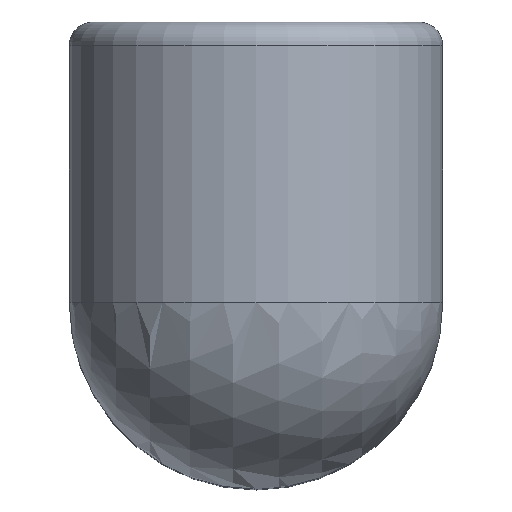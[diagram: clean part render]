
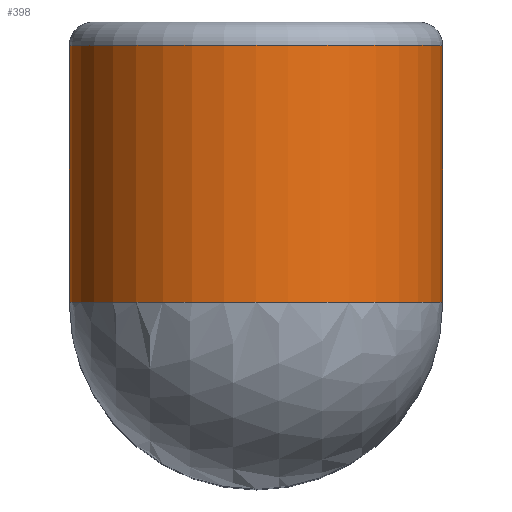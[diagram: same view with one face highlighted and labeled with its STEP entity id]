
A CAD part, top view. The second image highlights one B-rep face of the part: STEP entity #398.
In plain terms, the highlighted cylindrical face has radius 8 mm (diameter 16 mm), a partial arc.
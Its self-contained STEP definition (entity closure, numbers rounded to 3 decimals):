
#47=LINE('',#723,#73);
#48=LINE('',#726,#74);
#73=VECTOR('',#599,10.);
#74=VECTOR('',#602,10.);
#88=CYLINDRICAL_SURFACE('',#468,8.);
#109=FACE_OUTER_BOUND('',#137,.T.);
#137=EDGE_LOOP('',(#334,#335,#336,#337));
#155=CIRCLE('',#434,8.);
#174=CIRCLE('',#469,8.);
#182=VERTEX_POINT('',#639);
#184=VERTEX_POINT('',#645);
#204=VERTEX_POINT('',#722);
#205=VERTEX_POINT('',#724);
#217=EDGE_CURVE('',#182,#184,#155,.T.);
#256=EDGE_CURVE('',#182,#204,#47,.T.);
#257=EDGE_CURVE('',#205,#204,#174,.T.);
#258=EDGE_CURVE('',#184,#205,#48,.T.);
#334=ORIENTED_EDGE('',*,*,#217,.F.);
#335=ORIENTED_EDGE('',*,*,#256,.T.);
#336=ORIENTED_EDGE('',*,*,#257,.F.);
#337=ORIENTED_EDGE('',*,*,#258,.F.);
#398=ADVANCED_FACE('',(#109),#88,.T.);
#434=AXIS2_PLACEMENT_3D('',#649,#509,#510);
#468=AXIS2_PLACEMENT_3D('',#721,#597,#598);
#469=AXIS2_PLACEMENT_3D('',#725,#600,#601);
#509=DIRECTION('center_axis',(0.,1.,0.));
#510=DIRECTION('ref_axis',(0.,0.,1.));
#597=DIRECTION('center_axis',(0.,1.,0.));
#598=DIRECTION('ref_axis',(1.,0.,0.));
#599=DIRECTION('',(0.,-1.,0.));
#600=DIRECTION('center_axis',(0.,-1.,0.));
#601=DIRECTION('ref_axis',(1.,0.,0.));
#602=DIRECTION('',(0.,-1.,0.));
#639=CARTESIAN_POINT('',(-8.,9.8,22.));
#645=CARTESIAN_POINT('',(8.,9.8,22.));
#649=CARTESIAN_POINT('Origin',(0.,9.8,22.));
#721=CARTESIAN_POINT('Origin',(0.,-9.2,22.));
#722=CARTESIAN_POINT('',(-8.,-1.2,22.));
#723=CARTESIAN_POINT('',(-8.,-9.2,22.));
#724=CARTESIAN_POINT('',(8.,-1.2,22.));
#725=CARTESIAN_POINT('Origin',(0.,-1.2,22.));
#726=CARTESIAN_POINT('',(8.,-9.2,22.));
